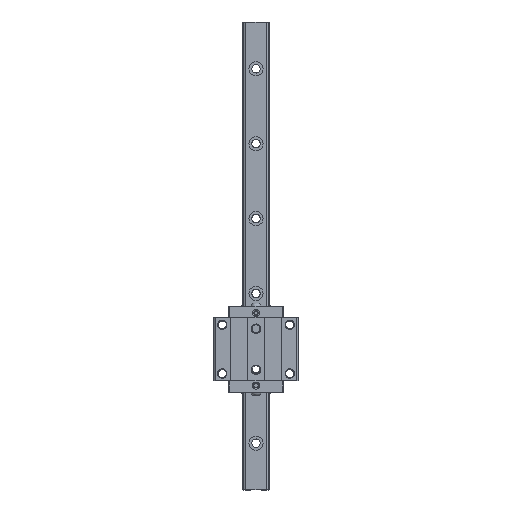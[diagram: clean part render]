
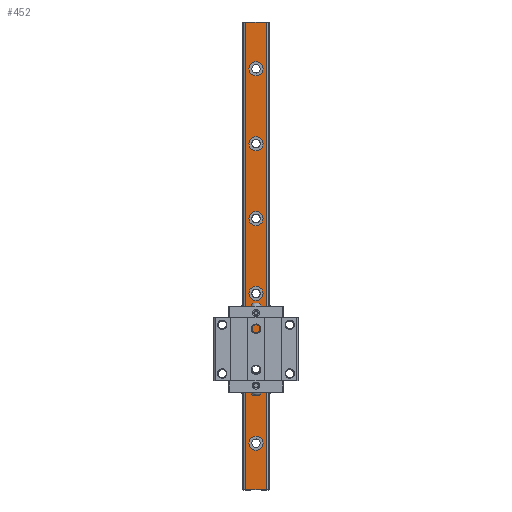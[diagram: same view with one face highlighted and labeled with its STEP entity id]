
A CAD part, top view. The second image highlights one B-rep face of the part: STEP entity #452.
In plain terms, the highlighted planar face has unit normal (0, 0, 1).
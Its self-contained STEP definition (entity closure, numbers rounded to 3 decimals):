
#452=ADVANCED_FACE('',(#1188,#1189,#1190,#1191,#1192,#1193,#1194),#1195,.T.);
#1188=FACE_BOUND('',#2233,.T.);
#1189=FACE_BOUND('',#2234,.T.);
#1190=FACE_BOUND('',#2235,.T.);
#1191=FACE_BOUND('',#2236,.T.);
#1192=FACE_BOUND('',#2237,.T.);
#1193=FACE_BOUND('',#2238,.T.);
#1194=FACE_OUTER_BOUND('',#2239,.T.);
#1195=PLANE('',#2240);
#2233=EDGE_LOOP('',(#3485,#3486));
#2234=EDGE_LOOP('',(#3487,#3488));
#2235=EDGE_LOOP('',(#3489,#3490));
#2236=EDGE_LOOP('',(#3491,#3492));
#2237=EDGE_LOOP('',(#3493,#3494));
#2238=EDGE_LOOP('',(#3495,#3496));
#2239=EDGE_LOOP('',(#3497,#3498,#3499,#3500));
#2240=AXIS2_PLACEMENT_3D('',#3501,#3502,#3503);
#3485=ORIENTED_EDGE('',*,*,#6130,.T.);
#3486=ORIENTED_EDGE('',*,*,#6116,.T.);
#3487=ORIENTED_EDGE('',*,*,#6137,.T.);
#3488=ORIENTED_EDGE('',*,*,#6106,.T.);
#3489=ORIENTED_EDGE('',*,*,#6144,.T.);
#3490=ORIENTED_EDGE('',*,*,#6096,.T.);
#3491=ORIENTED_EDGE('',*,*,#6151,.T.);
#3492=ORIENTED_EDGE('',*,*,#6086,.T.);
#3493=ORIENTED_EDGE('',*,*,#6158,.T.);
#3494=ORIENTED_EDGE('',*,*,#6076,.T.);
#3495=ORIENTED_EDGE('',*,*,#6165,.T.);
#3496=ORIENTED_EDGE('',*,*,#6066,.T.);
#3497=ORIENTED_EDGE('',*,*,#6236,.T.);
#3498=ORIENTED_EDGE('',*,*,#6237,.F.);
#3499=ORIENTED_EDGE('',*,*,#6238,.F.);
#3500=ORIENTED_EDGE('',*,*,#6233,.T.);
#3501=CARTESIAN_POINT('',(0.0,0.,25.));
#3502=DIRECTION('',(0.,0.,1.0));
#3503=DIRECTION('',(1.0,0.,0.));
#6066=EDGE_CURVE('',#7228,#7225,#7229,.T.);
#6076=EDGE_CURVE('',#7246,#7243,#7247,.T.);
#6086=EDGE_CURVE('',#7264,#7261,#7265,.T.);
#6096=EDGE_CURVE('',#7282,#7279,#7283,.T.);
#6106=EDGE_CURVE('',#7300,#7297,#7301,.T.);
#6116=EDGE_CURVE('',#7318,#7315,#7319,.T.);
#6130=EDGE_CURVE('',#7315,#7318,#7338,.T.);
#6137=EDGE_CURVE('',#7297,#7300,#7345,.T.);
#6144=EDGE_CURVE('',#7279,#7282,#7352,.T.);
#6151=EDGE_CURVE('',#7261,#7264,#7359,.T.);
#6158=EDGE_CURVE('',#7243,#7246,#7366,.T.);
#6165=EDGE_CURVE('',#7225,#7228,#7373,.T.);
#6233=EDGE_CURVE('',#7476,#7474,#7477,.T.);
#6236=EDGE_CURVE('',#7474,#7480,#7481,.T.);
#6237=EDGE_CURVE('',#7482,#7480,#7483,.T.);
#6238=EDGE_CURVE('',#7476,#7482,#7484,.T.);
#7225=VERTEX_POINT('',#8927);
#7228=VERTEX_POINT('',#8931);
#7229=CIRCLE('',#8932,7.5);
#7243=VERTEX_POINT('',#8949);
#7246=VERTEX_POINT('',#8953);
#7247=CIRCLE('',#8954,7.5);
#7261=VERTEX_POINT('',#8971);
#7264=VERTEX_POINT('',#8975);
#7265=CIRCLE('',#8976,7.5);
#7279=VERTEX_POINT('',#8993);
#7282=VERTEX_POINT('',#8997);
#7283=CIRCLE('',#8998,7.5);
#7297=VERTEX_POINT('',#9015);
#7300=VERTEX_POINT('',#9019);
#7301=CIRCLE('',#9020,7.5);
#7315=VERTEX_POINT('',#9037);
#7318=VERTEX_POINT('',#9041);
#7319=CIRCLE('',#9042,7.5);
#7338=CIRCLE('',#9064,7.5);
#7345=CIRCLE('',#9071,7.5);
#7352=CIRCLE('',#9078,7.5);
#7359=CIRCLE('',#9085,7.5);
#7366=CIRCLE('',#9092,7.5);
#7373=CIRCLE('',#9099,7.5);
#7474=VERTEX_POINT('',#9241);
#7476=VERTEX_POINT('',#9243);
#7477=LINE('',#9244,#9245);
#7480=VERTEX_POINT('',#9248);
#7481=LINE('',#9249,#9250);
#7482=VERTEX_POINT('',#9251);
#7483=LINE('',#9252,#9253);
#7484=LINE('',#9254,#9255);
#8927=CARTESIAN_POINT('',(7.5,50.0,25.0));
#8931=CARTESIAN_POINT('',(-7.5,50.0,25.));
#8932=AXIS2_PLACEMENT_3D('',#11359,#11360,#11361);
#8949=CARTESIAN_POINT('',(7.5,130.0,25.0));
#8953=CARTESIAN_POINT('',(-7.5,130.0,25.));
#8954=AXIS2_PLACEMENT_3D('',#11375,#11376,#11377);
#8971=CARTESIAN_POINT('',(7.5,210.0,25.0));
#8975=CARTESIAN_POINT('',(-7.5,210.0,25.));
#8976=AXIS2_PLACEMENT_3D('',#11391,#11392,#11393);
#8993=CARTESIAN_POINT('',(7.5,290.0,25.0));
#8997=CARTESIAN_POINT('',(-7.5,290.0,25.));
#8998=AXIS2_PLACEMENT_3D('',#11407,#11408,#11409);
#9015=CARTESIAN_POINT('',(7.5,370.0,25.0));
#9019=CARTESIAN_POINT('',(-7.5,370.0,25.));
#9020=AXIS2_PLACEMENT_3D('',#11423,#11424,#11425);
#9037=CARTESIAN_POINT('',(7.5,450.0,25.0));
#9041=CARTESIAN_POINT('',(-7.5,450.0,25.));
#9042=AXIS2_PLACEMENT_3D('',#11439,#11440,#11441);
#9064=AXIS2_PLACEMENT_3D('',#11463,#11464,#11465);
#9071=AXIS2_PLACEMENT_3D('',#11475,#11476,#11477);
#9078=AXIS2_PLACEMENT_3D('',#11487,#11488,#11489);
#9085=AXIS2_PLACEMENT_3D('',#11499,#11500,#11501);
#9092=AXIS2_PLACEMENT_3D('',#11511,#11512,#11513);
#9099=AXIS2_PLACEMENT_3D('',#11523,#11524,#11525);
#9241=CARTESIAN_POINT('',(10.795,500.0,25.));
#9243=CARTESIAN_POINT('',(10.795,0.,25.));
#9244=CARTESIAN_POINT('',(10.795,0.,25.));
#9245=VECTOR('',#11594,1.0);
#9248=CARTESIAN_POINT('',(-10.795,500.0,25.));
#9249=CARTESIAN_POINT('',(10.795,500.0,25.));
#9250=VECTOR('',#11598,1.0);
#9251=CARTESIAN_POINT('',(-10.795,0.,25.));
#9252=CARTESIAN_POINT('',(-10.795,0.,25.));
#9253=VECTOR('',#11599,1.0);
#9254=CARTESIAN_POINT('',(10.795,0.,25.));
#9255=VECTOR('',#11600,1.0);
#11359=CARTESIAN_POINT('',(0.0,50.0,25.));
#11360=DIRECTION('',(0.,0.,-1.0));
#11361=DIRECTION('',(1.0,0.,0.));
#11375=CARTESIAN_POINT('',(0.0,130.0,25.));
#11376=DIRECTION('',(0.,0.,-1.0));
#11377=DIRECTION('',(1.0,0.,0.));
#11391=CARTESIAN_POINT('',(0.0,210.0,25.));
#11392=DIRECTION('',(0.,0.,-1.0));
#11393=DIRECTION('',(1.0,0.,0.));
#11407=CARTESIAN_POINT('',(0.0,290.0,25.));
#11408=DIRECTION('',(0.,0.,-1.0));
#11409=DIRECTION('',(1.0,0.,0.));
#11423=CARTESIAN_POINT('',(0.0,370.0,25.));
#11424=DIRECTION('',(0.,0.,-1.0));
#11425=DIRECTION('',(1.0,0.,0.));
#11439=CARTESIAN_POINT('',(0.0,450.0,25.));
#11440=DIRECTION('',(0.,0.,-1.0));
#11441=DIRECTION('',(1.0,0.,0.));
#11463=CARTESIAN_POINT('',(0.0,450.0,25.));
#11464=DIRECTION('',(0.,0.,-1.0));
#11465=DIRECTION('',(1.0,0.,0.));
#11475=CARTESIAN_POINT('',(0.0,370.0,25.));
#11476=DIRECTION('',(0.,0.,-1.0));
#11477=DIRECTION('',(1.0,0.,0.));
#11487=CARTESIAN_POINT('',(0.0,290.0,25.));
#11488=DIRECTION('',(0.,0.,-1.0));
#11489=DIRECTION('',(1.0,0.,0.));
#11499=CARTESIAN_POINT('',(0.0,210.0,25.));
#11500=DIRECTION('',(0.,0.,-1.0));
#11501=DIRECTION('',(1.0,0.,0.));
#11511=CARTESIAN_POINT('',(0.0,130.0,25.));
#11512=DIRECTION('',(0.,0.,-1.0));
#11513=DIRECTION('',(1.0,0.,0.));
#11523=CARTESIAN_POINT('',(0.0,50.0,25.));
#11524=DIRECTION('',(0.,0.,-1.0));
#11525=DIRECTION('',(1.0,0.,0.));
#11594=DIRECTION('',(0.0,1.0,0.));
#11598=DIRECTION('',(-1.0,0.,0.));
#11599=DIRECTION('',(0.0,1.0,0.));
#11600=DIRECTION('',(-1.0,0.,0.));
